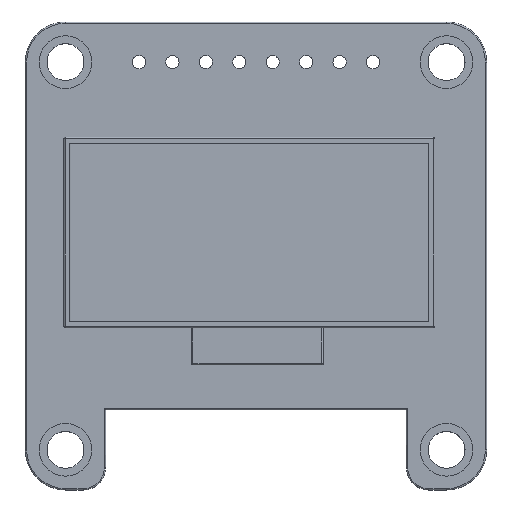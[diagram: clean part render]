
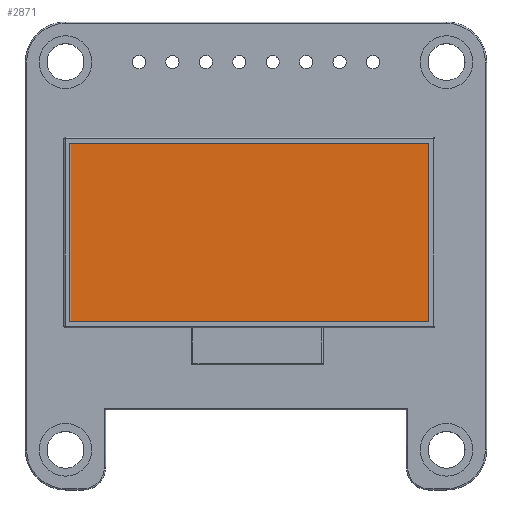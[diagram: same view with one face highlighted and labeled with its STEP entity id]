
A CAD part, top view. The second image highlights one B-rep face of the part: STEP entity #2871.
In plain terms, the highlighted planar face has unit normal (0, 0, 1).
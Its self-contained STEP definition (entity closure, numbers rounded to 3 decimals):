
#2780 = VERTEX_POINT('',#2781);
#2781 = CARTESIAN_POINT('',(21.98,-19.68,2.9));
#2787 = EDGE_CURVE('',#2780,#2788,#2790,.T.);
#2788 = VERTEX_POINT('',#2789);
#2789 = CARTESIAN_POINT('',(21.98,-6.2,2.9));
#2790 = LINE('',#2791,#2792);
#2791 = CARTESIAN_POINT('',(21.98,-19.68,2.9));
#2792 = VECTOR('',#2793,1.);
#2793 = DIRECTION('',(0.,1.,0.));
#2811 = EDGE_CURVE('',#2812,#2780,#2814,.T.);
#2812 = VERTEX_POINT('',#2813);
#2813 = CARTESIAN_POINT('',(-5.2,-19.68,2.9));
#2814 = LINE('',#2815,#2816);
#2815 = CARTESIAN_POINT('',(-5.2,-19.68,2.9));
#2816 = VECTOR('',#2817,1.);
#2817 = DIRECTION('',(1.,0.,0.));
#2835 = EDGE_CURVE('',#2836,#2788,#2838,.T.);
#2836 = VERTEX_POINT('',#2837);
#2837 = CARTESIAN_POINT('',(-5.2,-6.2,2.9));
#2838 = LINE('',#2839,#2840);
#2839 = CARTESIAN_POINT('',(-5.2,-6.2,2.9));
#2840 = VECTOR('',#2841,1.);
#2841 = DIRECTION('',(1.,0.,0.));
#2859 = EDGE_CURVE('',#2812,#2836,#2860,.T.);
#2860 = LINE('',#2861,#2862);
#2861 = CARTESIAN_POINT('',(-5.2,-19.68,2.9));
#2862 = VECTOR('',#2863,1.);
#2863 = DIRECTION('',(0.,1.,0.));
#2871 = ADVANCED_FACE('',(#2872),#2878,.T.);
#2872 = FACE_BOUND('',#2873,.T.);
#2873 = EDGE_LOOP('',(#2874,#2875,#2876,#2877));
#2874 = ORIENTED_EDGE('',*,*,#2859,.F.);
#2875 = ORIENTED_EDGE('',*,*,#2811,.T.);
#2876 = ORIENTED_EDGE('',*,*,#2787,.T.);
#2877 = ORIENTED_EDGE('',*,*,#2835,.F.);
#2878 = PLANE('',#2879);
#2879 = AXIS2_PLACEMENT_3D('',#2880,#2881,#2882);
#2880 = CARTESIAN_POINT('',(-5.2,-19.68,2.9));
#2881 = DIRECTION('',(0.,0.,1.));
#2882 = DIRECTION('',(1.,0.,0.));
